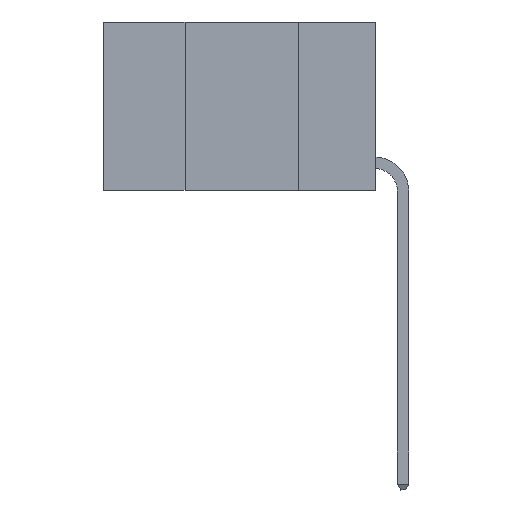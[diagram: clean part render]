
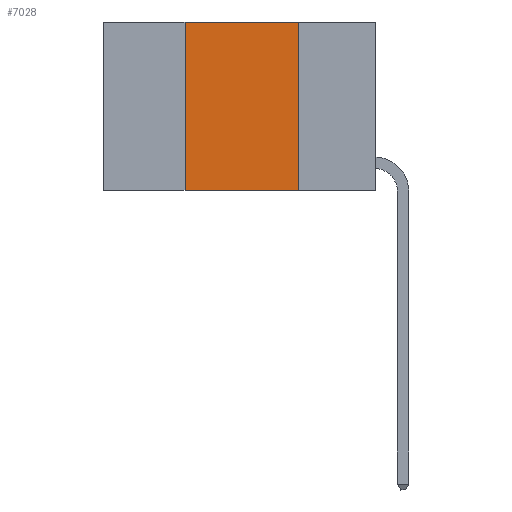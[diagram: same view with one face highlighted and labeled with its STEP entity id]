
A CAD part, left-side view. The second image highlights one B-rep face of the part: STEP entity #7028.
In plain terms, the highlighted planar face has unit normal (-1, 0, 0).
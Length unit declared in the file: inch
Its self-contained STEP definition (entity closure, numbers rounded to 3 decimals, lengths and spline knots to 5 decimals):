
#797 = PLANE ( 'NONE',  #18966 ) ;
#1235 = CARTESIAN_POINT ( 'NONE',  ( 0., 0.42, 0. ) ) ;
#1560 = EDGE_CURVE ( 'NONE', #16839, #3260, #9199, .T. ) ;
#1562 = EDGE_CURVE ( 'NONE', #3260, #13106, #10406, .T. ) ;
#3260 = VERTEX_POINT ( 'NONE', #17117 ) ;
#3922 = DIRECTION ( 'NONE',  ( 0., 0., -1. ) ) ;
#5978 = CARTESIAN_POINT ( 'NONE',  ( 0., 0.17, 0. ) ) ;
#5989 = EDGE_LOOP ( 'NONE', ( #17140, #17401, #8722, #16642 ) ) ;
#6052 = DIRECTION ( 'NONE',  ( 0., 0., 1. ) ) ;
#6540 = LINE ( 'NONE', #10695, #9986 ) ;
#7028 = ADVANCED_FACE ( 'NONE', ( #14788 ), #797, .F. ) ;
#7656 = CARTESIAN_POINT ( 'NONE',  ( 0., 0.17, 0. ) ) ;
#7755 = VERTEX_POINT ( 'NONE', #16969 ) ;
#8709 = EDGE_CURVE ( 'NONE', #16839, #7755, #6540, .T. ) ;
#8722 = ORIENTED_EDGE ( 'NONE', *, *, #1560, .F. ) ;
#9199 = LINE ( 'NONE', #1235, #19008 ) ;
#9986 = VECTOR ( 'NONE', #14203, 39.37008 ) ;
#10109 = VECTOR ( 'NONE', #12143, 39.37008 ) ;
#10406 = LINE ( 'NONE', #15024, #19668 ) ;
#10695 = CARTESIAN_POINT ( 'NONE',  ( 0., 0.6, -0.37 ) ) ;
#11222 = CARTESIAN_POINT ( 'NONE',  ( 0., 0.42, -0.37 ) ) ;
#12143 = DIRECTION ( 'NONE',  ( 0., 0., -1. ) ) ;
#13106 = VERTEX_POINT ( 'NONE', #7656 ) ;
#14203 = DIRECTION ( 'NONE',  ( 0., -1., 0. ) ) ;
#14405 = EDGE_CURVE ( 'NONE', #13106, #7755, #18260, .T. ) ;
#14788 = FACE_OUTER_BOUND ( 'NONE', #5989, .T. ) ;
#15024 = CARTESIAN_POINT ( 'NONE',  ( 0., 0.6, 0. ) ) ;
#16499 = DIRECTION ( 'NONE',  ( 1., 0., 0. ) ) ;
#16642 = ORIENTED_EDGE ( 'NONE', *, *, #8709, .T. ) ;
#16724 = DIRECTION ( 'NONE',  ( 0., -1., 0. ) ) ;
#16839 = VERTEX_POINT ( 'NONE', #11222 ) ;
#16969 = CARTESIAN_POINT ( 'NONE',  ( 0., 0.17, -0.37 ) ) ;
#17117 = CARTESIAN_POINT ( 'NONE',  ( 0., 0.42, 0. ) ) ;
#17140 = ORIENTED_EDGE ( 'NONE', *, *, #14405, .F. ) ;
#17401 = ORIENTED_EDGE ( 'NONE', *, *, #1562, .F. ) ;
#17704 = CARTESIAN_POINT ( 'NONE',  ( 0., 0.6, 0. ) ) ;
#18260 = LINE ( 'NONE', #5978, #10109 ) ;
#18966 = AXIS2_PLACEMENT_3D ( 'NONE', #17704, #16499, #3922 ) ;
#19008 = VECTOR ( 'NONE', #6052, 39.37008 ) ;
#19668 = VECTOR ( 'NONE', #16724, 39.37008 ) ;
